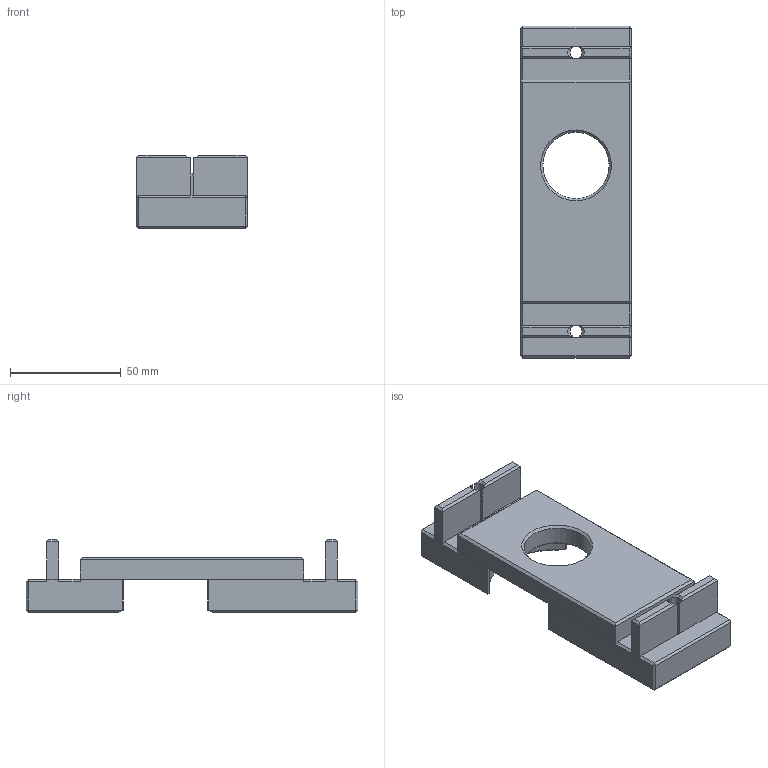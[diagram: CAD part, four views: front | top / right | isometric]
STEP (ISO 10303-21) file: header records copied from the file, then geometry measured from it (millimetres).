
FILE_DESCRIPTION(('FreeCAD Model'),'2;1');
FILE_NAME('Open CASCADE Shape Model','2024-03-26T12:29:05',(''),(''), 'Open CASCADE STEP processor 7.6','FreeCAD','Unknown');
FILE_SCHEMA(('AUTOMOTIVE_DESIGN { 1 0 10303 214 1 1 1 1 }'));
Length unit declared in the file: millimetre
Products named in the file (1): carrier
Bounding box: 50 x 150 x 33 mm (x, y, z)
Volume: 122395.1 mm3; surface area: 28190.9 mm2
Topology: 1 solids, 1 shells, 107 faces, 257 edges, 152 vertices
Faces by surface type: plane 84, cone 12, cylinder 7, bspline 4
Full cylindrical faces by diameter (mm): 5.5 x2, 6.4 x2, 30 x1
Entity records: 3059 total; most frequent: CARTESIAN_POINT 577, ORIENTED_EDGE 514, DIRECTION 491, EDGE_CURVE 257, LINE 199, VECTOR 199, VERTEX_POINT 152, AXIS2_PLACEMENT_3D 146
